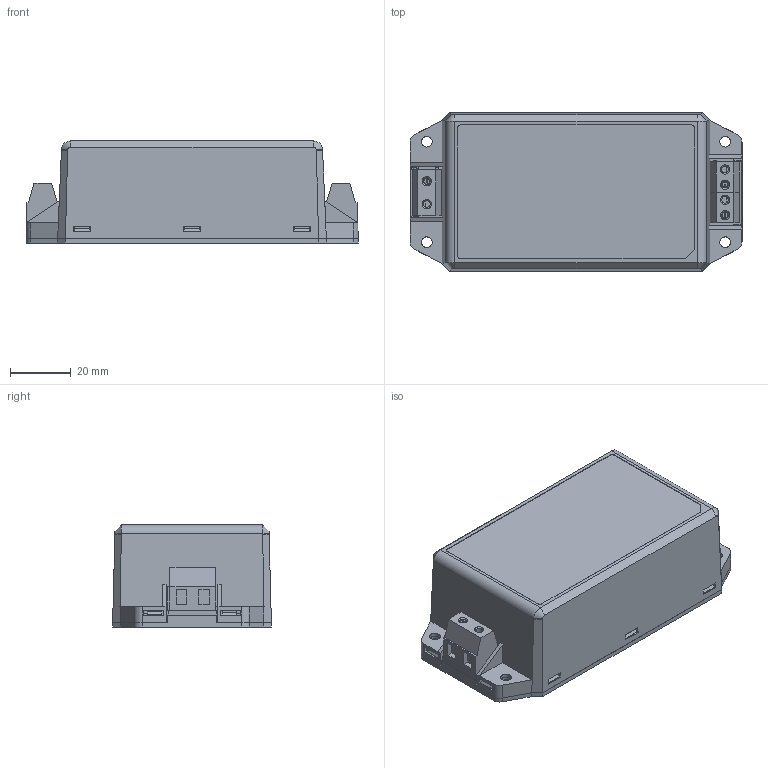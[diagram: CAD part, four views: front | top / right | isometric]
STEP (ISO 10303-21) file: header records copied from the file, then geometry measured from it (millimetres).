
FILE_DESCRIPTION(('Creo Elements/Direct Modeling STEP Export'),'2;1');
FILE_NAME('MPM-90ST-STEP.stp','2020-07-28T14:48:10',(''),(''),'PTC Creo Elements/Direct Modeling STEP processor for AP214 (Solid Model)','PTC Creo Elements/Direct Modeling 19.0E 27-Jun-2016 (C) Parametric Technology GmbH','');
FILE_SCHEMA(('AUTOMOTIVE_DESIGN { 1 0 10303 214 1 1 1 1 }'));
Length unit declared in the file: millimetre
Products named in the file (41): IRM-60ST-T.PRT; IRM-60ST-D.PRT; CASE.ASM; IRM-90STPCB.PRT; MPM-90STPCB.ASM; PCB.ASM; JT-9DM-CXS_1.PRT; JT-08D-CXS_1.PRT; JT-08D-CXS.PRT; JT-9DM-CXS.PRT; JT-08D-CXS_2.PRT; MPMPIN.ASM; _S___X2_0192_X0__S__Y.PRT; 3P-CONECT_1_2_1_1_1.PRT; 3P-CONECT_1_2_1_1_1_1_1.PRT; A1.ASM; _S__T_S_K_S_5.ASM; _S___X2_0192_X0__S__YCASE.ASM; IRM-30ST-BOTTOM-COVER-20140603-.ASM; ST_X2_96F64EF6_X0_.ASM; MPM-90ST.ASM; 1_1.PRT; HS-SZ105.PRT; HS105.ASM; _X2_656370ED7247_X0_.ASM; PJ3019_B0BBIN_STEP_ASM.ASM; PJ3019_COVER_PRT_PRT.PRT; PJ3019_COVER_STEP_ASM.ASM; _X2_88C5914D_X0_1_ASM.ASM; VRL-3019_STP.ASM; TO220_1_.PRT; DDD.PRT; CXX_1.PRT; CXX.PRT; _X2_96F64EF651717528_X0_.ASM; MPM90PCB.PRT; MPM-90PCB.ASM; PCB_X2_51717528_X0_.ASM; _X2_51717528_X0_.ASM; IRM-90.ASM ...
Assembly tree (41 placements, depth 9):
  MPM-90ST-STP.stp
    IRM-90.ASM
      _X2_51717528_X0_.ASM
        PCB_X2_51717528_X0_.ASM
          MPM-90PCB.ASM
            MPM90PCB.PRT
        _X2_96F64EF651717528_X0_.ASM
          CXX.PRT
          CXX_1.PRT
          DDD.PRT
          TO220_1_.PRT
          VRL-3019_STP.ASM
            _X2_88C5914D_X0_1_ASM.ASM
              PJ3019_COVER_STEP_ASM.ASM
                PJ3019_COVER_PRT_PRT.PRT
              PJ3019_B0BBIN_STEP_ASM.ASM
          _X2_656370ED7247_X0_.ASM
            HS105.ASM
              HS-SZ105.PRT
              1_1.PRT
      MPM-90ST.ASM
        ST_X2_96F64EF6_X0_.ASM
          IRM-30ST-BOTTOM-COVER-20140603-.ASM
            _S___X2_0192_X0__S__YCASE.ASM
              _S__T_S_K_S_5.ASM
                A1.ASM
                  3P-CONECT_1_2_1_1_1_1_1.PRT
                  3P-CONECT_1_2_1_1_1.PRT  x2
              _S___X2_0192_X0__S__Y.PRT
          MPMPIN.ASM
            JT-08D-CXS_2.PRT
            JT-9DM-CXS.PRT
            JT-08D-CXS.PRT
            JT-08D-CXS_1.PRT
            JT-9DM-CXS_1.PRT
        PCB.ASM
          MPM-90STPCB.ASM
            IRM-90STPCB.PRT
        CASE.ASM
          IRM-60ST-D.PRT
          IRM-60ST-T.PRT
Bounding box: 109 x 52.13 x 33.5 mm (x, y, z)
Volume: 64322 mm3; surface area: 75843.5 mm2
Topology: 19 solids, 19 shells, 1106 faces, 2978 edges, 1956 vertices
Faces by surface type: plane 727, cylinder 298, cone 34, bspline 29, torus 12, extrusion 4, sphere 2
Entity records: 34674 total; most frequent: CARTESIAN_POINT 7397, ORIENTED_EDGE 5502, DIRECTION 4993, EDGE_CURVE 2751, VECTOR 1975, LINE 1971, VERTEX_POINT 1810, AXIS2_PLACEMENT_3D 1509
